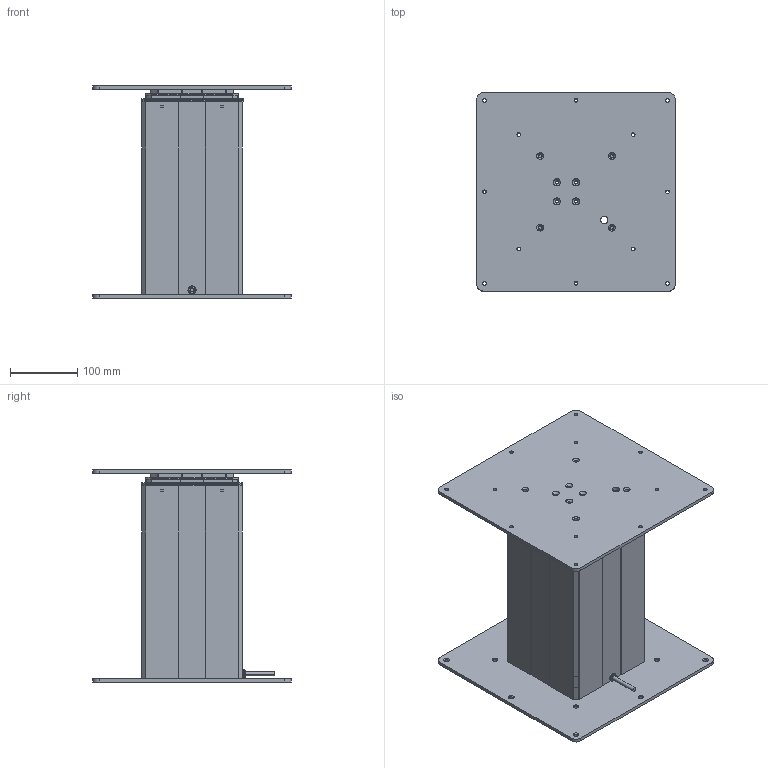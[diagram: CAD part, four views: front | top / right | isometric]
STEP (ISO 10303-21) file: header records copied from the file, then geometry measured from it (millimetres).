
FILE_DESCRIPTION (( 'STEP AP214' ), '1' );
FILE_NAME ('LG-11 Official.STEP', '2024-01-06T01:52:03', ( '' ), ( '' ), 'SwSTEP 2.0', 'SolidWorks 2018', '' );
FILE_SCHEMA (( 'AUTOMOTIVE_DESIGN' ));
Length unit declared in the file: millimetre
Products named in the file (9): LG-11 Middle Stage Cap; LG-11 Bottom Plate; LG-11 Inner Stage; LG-11 Official; LG-11 Wire Relief; LG-11 Middle Stage; LG-11 Outer Stage; LG-11 Outer Stage Cap; LG-11 Top Plate V2
Assembly tree (8 placements, depth 2):
  LG-11 Official
    LG-11 Bottom Plate
    LG-11 Outer Stage
    LG-11 Outer Stage Cap
    LG-11 Middle Stage
    LG-11 Middle Stage Cap
    LG-11 Inner Stage
    LG-11 Top Plate V2
    LG-11 Wire Relief
Bounding box: 295.08 x 295.08 x 315 mm (x, y, z)
Volume: 873426.6 mm3; surface area: 1318840 mm2
Topology: 5 solids, 24 shells, 1397 faces, 3708 edges, 2380 vertices
Faces by surface type: plane 581, cylinder 520, cone 107, bspline 107, torus 54, sphere 28
Entity records: 50523 total; most frequent: CARTESIAN_POINT 15552, ORIENTED_EDGE 7356, DIRECTION 7035, EDGE_CURVE 3702, AXIS2_PLACEMENT_3D 2540, VERTEX_POINT 2380, VECTOR 1955, LINE 1955
